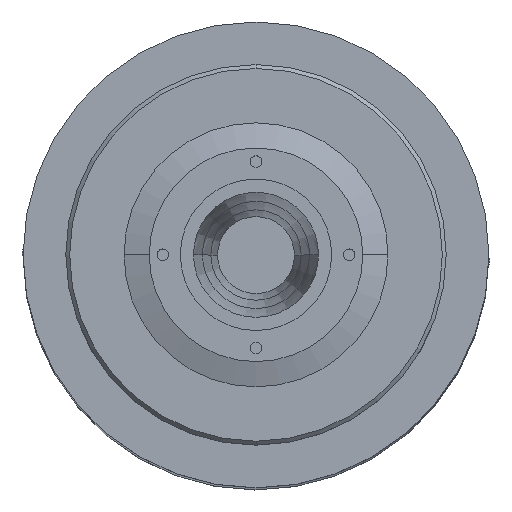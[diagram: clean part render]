
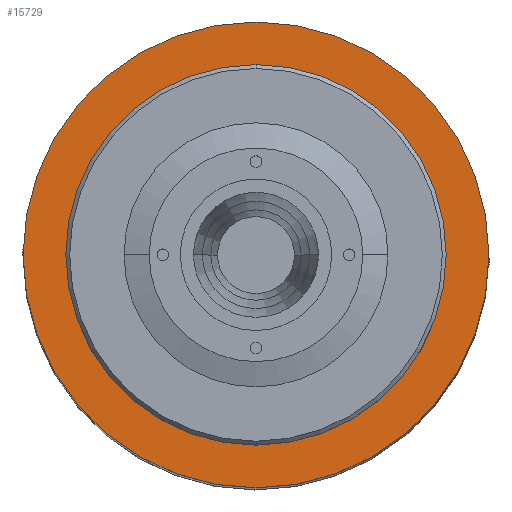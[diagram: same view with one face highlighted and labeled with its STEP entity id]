
A CAD part, top view. The second image highlights one B-rep face of the part: STEP entity #15729.
In plain terms, the highlighted planar face has unit normal (0, 0, 1).
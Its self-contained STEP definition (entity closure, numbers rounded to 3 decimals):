
#197 = AXIS2_PLACEMENT_3D ( 'NONE', #9375, #28777, #17749 ) ;
#690 = CARTESIAN_POINT ( 'NONE',  ( 0., 0., 244.5 ) ) ;
#718 = CARTESIAN_POINT ( 'NONE',  ( 0., 0., 244.5 ) ) ;
#903 = CARTESIAN_POINT ( 'NONE',  ( 0., 0., 244.5 ) ) ;
#969 = DIRECTION ( 'NONE',  ( 0., 0., -1. ) ) ;
#4016 = FACE_OUTER_BOUND ( 'NONE', #32671, .T. ) ;
#4294 = ORIENTED_EDGE ( 'NONE', *, *, #9148, .T. ) ;
#4299 = AXIS2_PLACEMENT_3D ( 'NONE', #718, #969, #20109 ) ;
#4851 = VERTEX_POINT ( 'NONE', #8938 ) ;
#5301 = VERTEX_POINT ( 'NONE', #27925 ) ;
#7808 = DIRECTION ( 'NONE',  ( -1., 0., 0. ) ) ;
#8938 = CARTESIAN_POINT ( 'NONE',  ( 13.793, 0., 244.5 ) ) ;
#9021 = CIRCLE ( 'NONE', #32218, 60. ) ;
#9043 = PLANE ( 'NONE',  #22327 ) ;
#9148 = EDGE_CURVE ( 'NONE', #13826, #4851, #11252, .T. ) ;
#9375 = CARTESIAN_POINT ( 'NONE',  ( 0., 0., 244.5 ) ) ;
#11252 = CIRCLE ( 'NONE', #4299, 13.793 ) ;
#13515 = DIRECTION ( 'NONE',  ( 0., 0., -1. ) ) ;
#13630 = EDGE_CURVE ( 'NONE', #29959, #5301, #31459, .T. ) ;
#13826 = VERTEX_POINT ( 'NONE', #34673 ) ;
#15729 = ADVANCED_FACE ( 'N', ( #17875, #4016 ), #9043, .T. ) ;
#16039 = EDGE_LOOP ( 'NONE', ( #35162, #4294 ) ) ;
#17749 = DIRECTION ( 'NONE',  ( 1., 0., 0. ) ) ;
#17875 = FACE_BOUND ( 'NONE', #16039, .T. ) ;
#18090 = CIRCLE ( 'NONE', #197, 13.793 ) ;
#20083 = DIRECTION ( 'NONE',  ( 1., 0., 0. ) ) ;
#20109 = DIRECTION ( 'NONE',  ( 1., 0., 0. ) ) ;
#20211 = AXIS2_PLACEMENT_3D ( 'NONE', #903, #34080, #22690 ) ;
#22327 = AXIS2_PLACEMENT_3D ( 'NONE', #690, #25529, #20083 ) ;
#22690 = DIRECTION ( 'NONE',  ( -1., 0., 0. ) ) ;
#25529 = DIRECTION ( 'NONE',  ( 0., 0., 1. ) ) ;
#27925 = CARTESIAN_POINT ( 'NONE',  ( 60., 0., 244.5 ) ) ;
#28263 = ORIENTED_EDGE ( 'NONE', *, *, #29845, .F. ) ;
#28777 = DIRECTION ( 'NONE',  ( 0., 0., -1. ) ) ;
#29633 = EDGE_CURVE ( 'NONE', #4851, #13826, #18090, .T. ) ;
#29845 = EDGE_CURVE ( 'NONE', #5301, #29959, #9021, .T. ) ;
#29959 = VERTEX_POINT ( 'NONE', #35539 ) ;
#31459 = CIRCLE ( 'NONE', #20211, 60. ) ;
#31744 = ORIENTED_EDGE ( 'NONE', *, *, #13630, .F. ) ;
#32218 = AXIS2_PLACEMENT_3D ( 'NONE', #35769, #13515, #7808 ) ;
#32671 = EDGE_LOOP ( 'NONE', ( #31744, #28263 ) ) ;
#34080 = DIRECTION ( 'NONE',  ( 0., 0., -1. ) ) ;
#34673 = CARTESIAN_POINT ( 'NONE',  ( -13.793, 0., 244.5 ) ) ;
#35162 = ORIENTED_EDGE ( 'NONE', *, *, #29633, .T. ) ;
#35539 = CARTESIAN_POINT ( 'NONE',  ( -60., 0., 244.5 ) ) ;
#35769 = CARTESIAN_POINT ( 'NONE',  ( 0., 0., 244.5 ) ) ;
